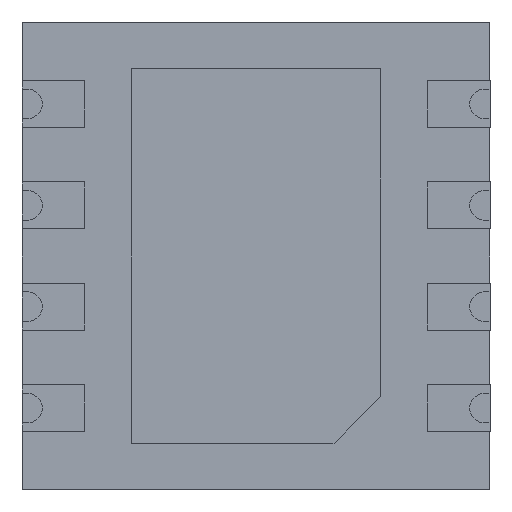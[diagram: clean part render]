
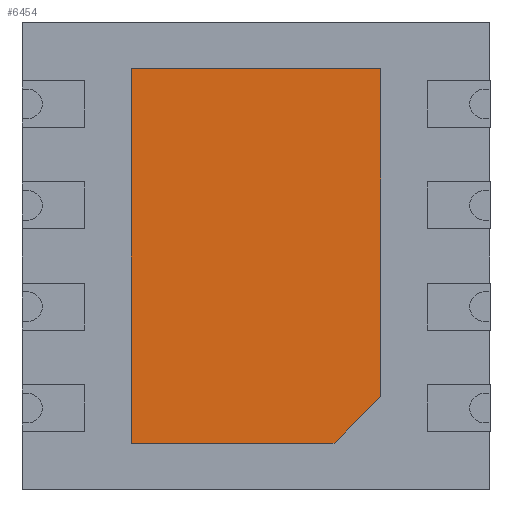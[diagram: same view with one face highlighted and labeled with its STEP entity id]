
A CAD part, front view. The second image highlights one B-rep face of the part: STEP entity #6454.
In plain terms, the highlighted planar face has unit normal (0, -1, 0).
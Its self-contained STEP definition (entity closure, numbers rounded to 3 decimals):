
#203=LINE('',#8859,#885);
#204=LINE('',#8862,#886);
#205=LINE('',#8864,#887);
#206=LINE('',#8866,#888);
#207=LINE('',#8868,#889);
#885=VECTOR('',#7380,1000.);
#886=VECTOR('',#7381,1000.);
#887=VECTOR('',#7382,1000.);
#888=VECTOR('',#7383,1000.);
#889=VECTOR('',#7384,1000.);
#1727=ORIENTED_EDGE('',*,*,#3143,.F.);
#1728=ORIENTED_EDGE('',*,*,#3144,.F.);
#1729=ORIENTED_EDGE('',*,*,#3145,.F.);
#1730=ORIENTED_EDGE('',*,*,#3146,.F.);
#1731=ORIENTED_EDGE('',*,*,#3147,.F.);
#3143=EDGE_CURVE('',#3873,#3874,#203,.T.);
#3144=EDGE_CURVE('',#3875,#3873,#204,.T.);
#3145=EDGE_CURVE('',#3876,#3875,#205,.T.);
#3146=EDGE_CURVE('',#3877,#3876,#206,.T.);
#3147=EDGE_CURVE('',#3874,#3877,#207,.T.);
#3873=VERTEX_POINT('',#8860);
#3874=VERTEX_POINT('',#8861);
#3875=VERTEX_POINT('',#8863);
#3876=VERTEX_POINT('',#8865);
#3877=VERTEX_POINT('',#8867);
#4435=EDGE_LOOP('',(#1727,#1728,#1729,#1730,#1731));
#4731=FACE_BOUND('',#4435,.T.);
#5016=PLANE('',#6790);
#6454=ADVANCED_FACE('',(#4731),#5016,.F.);
#6790=AXIS2_PLACEMENT_3D('',#8858,#7378,#7379);
#7378=DIRECTION('',(0.,1.,0.));
#7379=DIRECTION('',(0.,0.,1.));
#7380=DIRECTION('',(-1.,0.,0.));
#7381=DIRECTION('',(-0.707,0.,-0.707));
#7382=DIRECTION('',(0.,0.,-1.));
#7383=DIRECTION('',(1.,0.,0.));
#7384=DIRECTION('',(0.,0.,1.));
#8858=CARTESIAN_POINT('',(0.,-0.152,0.));
#8859=CARTESIAN_POINT('',(0.5,-0.152,-1.2));
#8860=CARTESIAN_POINT('',(0.5,-0.152,-1.2));
#8861=CARTESIAN_POINT('',(-0.8,-0.152,-1.2));
#8862=CARTESIAN_POINT('',(0.8,-0.152,-0.9));
#8863=CARTESIAN_POINT('',(0.8,-0.152,-0.9));
#8864=CARTESIAN_POINT('',(0.8,-0.152,1.2));
#8865=CARTESIAN_POINT('',(0.8,-0.152,1.2));
#8866=CARTESIAN_POINT('',(-0.8,-0.152,1.2));
#8867=CARTESIAN_POINT('',(-0.8,-0.152,1.2));
#8868=CARTESIAN_POINT('',(-0.8,-0.152,-1.2));
